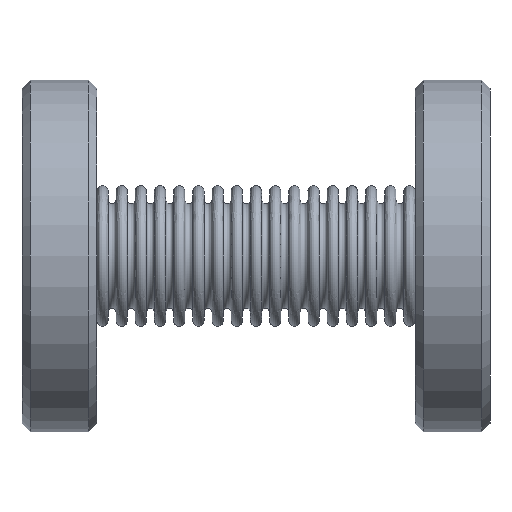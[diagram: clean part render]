
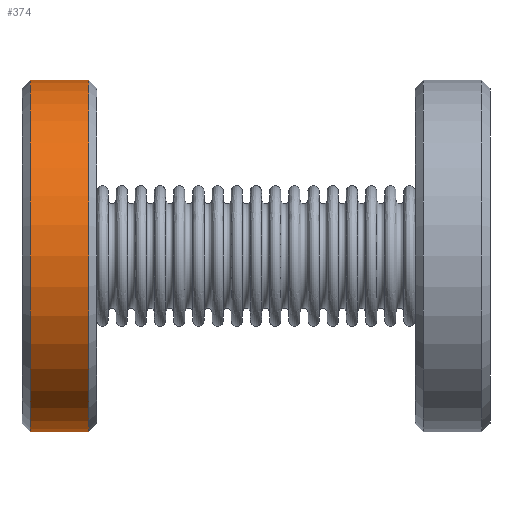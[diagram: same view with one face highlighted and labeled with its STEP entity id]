
A CAD part, front view. The second image highlights one B-rep face of the part: STEP entity #374.
In plain terms, the highlighted cylindrical face has radius 16.9 mm (diameter 33.8 mm), a partial arc.
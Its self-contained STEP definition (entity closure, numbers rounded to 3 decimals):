
#374=ADVANCED_FACE('',(#2780),#2779,.T.);
#2779=CYLINDRICAL_SURFACE('',#7651,16.9);
#2780=FACE_OUTER_BOUND('',#7652,.T.);
#7648=CARTESIAN_POINT('',(0.,0.,0.));
#7649=DIRECTION('',(1.,0.,0.));
#7650=DIRECTION('',(0.,0.,-1.));
#7651=AXIS2_PLACEMENT_3D('',#7648,#7649,#7650);
#7652=EDGE_LOOP('',(#9239,#9240,#9241,#9242));
#9239=ORIENTED_EDGE('',*,*,#10039,.F.);
#9240=ORIENTED_EDGE('',*,*,#10044,.T.);
#9241=ORIENTED_EDGE('',*,*,#10046,.T.);
#9242=ORIENTED_EDGE('',*,*,#10045,.F.);
#10039=EDGE_CURVE('',#13407,#13408,#13409,.T.);
#10044=EDGE_CURVE('',#13407,#13434,#13441,.T.);
#10045=EDGE_CURVE('',#13408,#13433,#13447,.T.);
#10046=EDGE_CURVE('',#13434,#13433,#13453,.T.);
#13407=VERTEX_POINT('',#16703);
#13408=VERTEX_POINT('',#16704);
#13409=CIRCLE('',#16708,16.9);
#13433=VERTEX_POINT('',#16717);
#13434=VERTEX_POINT('',#16718);
#13441=(BOUNDED_CURVE() B_SPLINE_CURVE(1,(#16723,#16724),.UNSPECIFIED.,.F.,.F.) B_SPLINE_CURVE_WITH_KNOTS((2,2),(0.083,0.917),.UNSPECIFIED.) CURVE() GEOMETRIC_REPRESENTATION_ITEM() RATIONAL_B_SPLINE_CURVE((1.,1.)) REPRESENTATION_ITEM('') );
#13447=(BOUNDED_CURVE() B_SPLINE_CURVE(1,(#16725,#16726),.UNSPECIFIED.,.F.,.F.) B_SPLINE_CURVE_WITH_KNOTS((2,2),(0.083,0.917),.UNSPECIFIED.) CURVE() GEOMETRIC_REPRESENTATION_ITEM() RATIONAL_B_SPLINE_CURVE((0.75,0.75)) REPRESENTATION_ITEM('') );
#13453=CIRCLE('',#16730,16.9);
#16703=CARTESIAN_POINT('',(-21.7,0.,-16.9));
#16704=CARTESIAN_POINT('',(-21.7,0.,16.9));
#16705=CARTESIAN_POINT('',(-21.7,0.,0.));
#16706=DIRECTION('',(-1.,0.,0.));
#16707=DIRECTION('',(0.,0.,1.));
#16708=AXIS2_PLACEMENT_3D('',#16705,#16706,#16707);
#16717=CARTESIAN_POINT('',(-16.1,0.,16.9));
#16718=CARTESIAN_POINT('',(-16.1,0.,-16.9));
#16723=CARTESIAN_POINT('',(-21.7,0.,-16.9));
#16724=CARTESIAN_POINT('',(-16.1,0.,-16.9));
#16725=CARTESIAN_POINT('',(-21.7,0.,16.9));
#16726=CARTESIAN_POINT('',(-16.1,0.,16.9));
#16727=CARTESIAN_POINT('',(-16.1,0.,0.));
#16728=DIRECTION('',(-1.,0.,0.));
#16729=DIRECTION('',(0.,0.,1.));
#16730=AXIS2_PLACEMENT_3D('',#16727,#16728,#16729);
